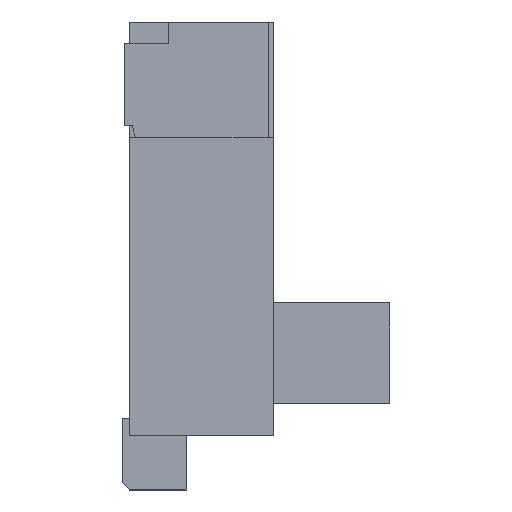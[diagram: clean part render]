
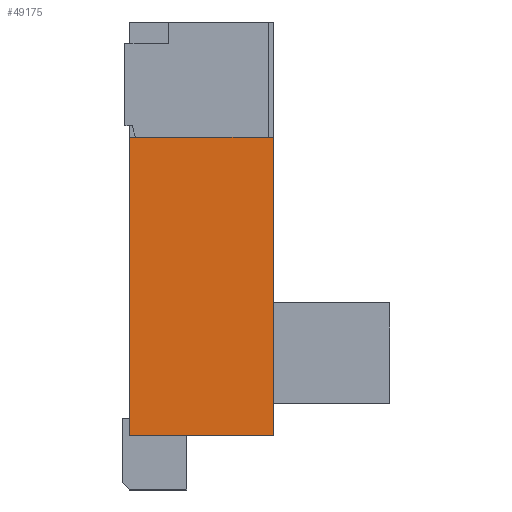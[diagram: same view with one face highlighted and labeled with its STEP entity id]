
A CAD part, left-side view. The second image highlights one B-rep face of the part: STEP entity #49175.
In plain terms, the highlighted planar face has unit normal (-1, 0, 0).
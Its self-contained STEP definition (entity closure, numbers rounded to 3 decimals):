
#15878=DIRECTION('',(0.,-1.,0.));
#15879=VECTOR('',#15878,1.);
#15880=CARTESIAN_POINT('',(-6.5,0.,0.));
#15881=LINE('',#15880,#15879);
#15894=DIRECTION('',(0.,-1.,0.));
#15895=VECTOR('',#15894,1.);
#15896=CARTESIAN_POINT('',(-6.5,0.,2.07));
#15897=LINE('',#15896,#15895);
#15898=DIRECTION('',(0.,0.,-1.));
#15899=VECTOR('',#15898,2.07);
#15900=CARTESIAN_POINT('',(-6.5,-1.,2.07));
#15901=LINE('',#15900,#15899);
#15902=DIRECTION('',(0.,0.,1.));
#15903=VECTOR('',#15902,2.07);
#15904=CARTESIAN_POINT('',(-6.5,0.,0.));
#15905=LINE('',#15904,#15903);
#19928=CARTESIAN_POINT('',(-6.5,-1.,2.07));
#19929=VERTEX_POINT('',#19928);
#19930=CARTESIAN_POINT('',(-6.5,-1.,0.));
#19931=VERTEX_POINT('',#19930);
#20454=CARTESIAN_POINT('',(-6.5,0.,2.07));
#20455=VERTEX_POINT('',#20454);
#20456=CARTESIAN_POINT('',(-6.5,0.,0.));
#20457=VERTEX_POINT('',#20456);
#49163=CARTESIAN_POINT('',(-6.5,-0.5,1.035));
#49164=DIRECTION('',(1.,0.,0.));
#49165=DIRECTION('',(0.,0.,1.));
#49166=AXIS2_PLACEMENT_3D('',#49163,#49164,#49165);
#49167=PLANE('',#49166);
#49169=ORIENTED_EDGE('',*,*,#49168,.T.);
#49170=ORIENTED_EDGE('',*,*,#26317,.T.);
#49171=ORIENTED_EDGE('',*,*,#49155,.F.);
#49172=ORIENTED_EDGE('',*,*,#27913,.T.);
#49173=EDGE_LOOP('',(#49169,#49170,#49171,#49172));
#49174=FACE_OUTER_BOUND('',#49173,.F.);
#26317=EDGE_CURVE('',#19929,#19931,#15901,.T.);
#27913=EDGE_CURVE('',#20457,#20455,#15905,.T.);
#49155=EDGE_CURVE('',#20457,#19931,#15881,.T.);
#49168=EDGE_CURVE('',#20455,#19929,#15897,.T.);
#49175=ADVANCED_FACE('',(#49174),#49167,.F.);
